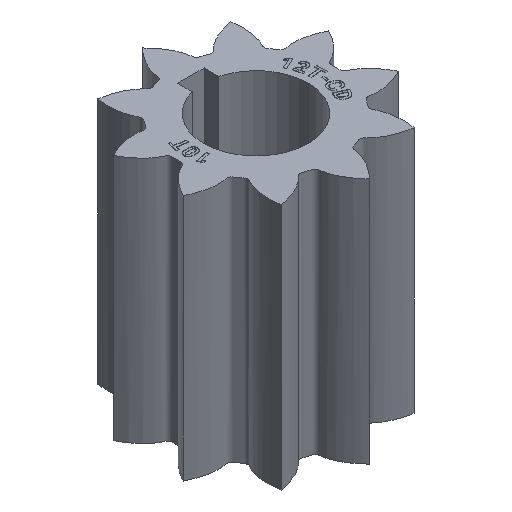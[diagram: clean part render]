
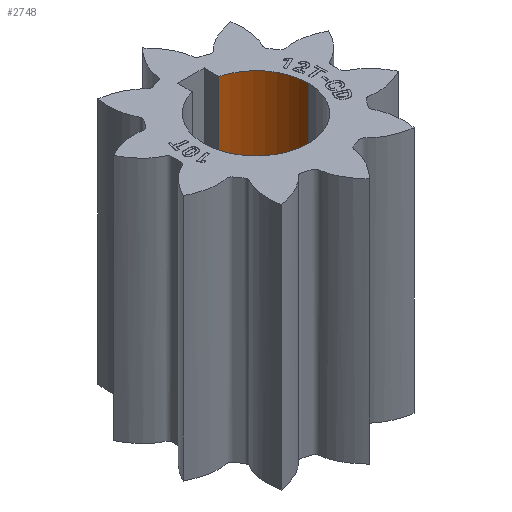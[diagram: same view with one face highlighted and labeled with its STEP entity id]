
A CAD part, isometric view. The second image highlights one B-rep face of the part: STEP entity #2748.
In plain terms, the highlighted cylindrical face has radius 4.025 mm (diameter 8.05 mm), a partial arc.
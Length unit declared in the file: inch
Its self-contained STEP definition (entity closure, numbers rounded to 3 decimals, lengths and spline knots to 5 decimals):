
#298 = VERTEX_POINT ( 'NONE', #10890 ) ;
#333 = CARTESIAN_POINT ( 'NONE',  ( 0.04035, 0.15324, -0.375 ) ) ;
#416 = CARTESIAN_POINT ( 'NONE',  ( 0.15846, 0., 0.375 ) ) ;
#499 = CARTESIAN_POINT ( 'NONE',  ( 0., 0., 0.375 ) ) ;
#590 = AXIS2_PLACEMENT_3D ( 'NONE', #499, #10853, #8919 ) ;
#1042 = EDGE_CURVE ( 'NONE', #5451, #10642, #10246, .T. ) ;
#1166 = VECTOR ( 'NONE', #4231, 39.37008 ) ;
#1379 = CIRCLE ( 'NONE', #8347, 0.15846 ) ;
#1439 = DIRECTION ( 'NONE',  ( 0., 0., 1. ) ) ;
#1489 = CYLINDRICAL_SURFACE ( 'NONE', #2964, 0.15846 ) ;
#2003 = VERTEX_POINT ( 'NONE', #3482 ) ;
#2748 = ADVANCED_FACE ( 'NONE', ( #4118 ), #1489, .F. ) ;
#2964 = AXIS2_PLACEMENT_3D ( 'NONE', #7282, #8973, #4237 ) ;
#3419 = CARTESIAN_POINT ( 'NONE',  ( 0.15846, 0., -0.375 ) ) ;
#3482 = CARTESIAN_POINT ( 'NONE',  ( 0.04035, 0.15324, -0.375 ) ) ;
#3724 = ORIENTED_EDGE ( 'NONE', *, *, #1042, .T. ) ;
#3905 = LINE ( 'NONE', #333, #3965 ) ;
#3965 = VECTOR ( 'NONE', #6010, 39.37008 ) ;
#4118 = FACE_OUTER_BOUND ( 'NONE', #5597, .T. ) ;
#4220 = CARTESIAN_POINT ( 'NONE',  ( 0.15846, 0., -0.375 ) ) ;
#4231 = DIRECTION ( 'NONE',  ( 0., 0., 1. ) ) ;
#4237 = DIRECTION ( 'NONE',  ( 1., 0., 0. ) ) ;
#4432 = EDGE_CURVE ( 'NONE', #298, #10642, #5966, .T. ) ;
#5297 = CARTESIAN_POINT ( 'NONE',  ( 0., 0., -0.375 ) ) ;
#5451 = VERTEX_POINT ( 'NONE', #4220 ) ;
#5489 = DIRECTION ( 'NONE',  ( 1., 0., 0. ) ) ;
#5597 = EDGE_LOOP ( 'NONE', ( #9832, #3724, #10294, #9876 ) ) ;
#5966 = CIRCLE ( 'NONE', #590, 0.15846 ) ;
#6010 = DIRECTION ( 'NONE',  ( 0., 0., 1. ) ) ;
#6747 = EDGE_CURVE ( 'NONE', #2003, #298, #3905, .T. ) ;
#7282 = CARTESIAN_POINT ( 'NONE',  ( 0., 0., -0.375 ) ) ;
#8347 = AXIS2_PLACEMENT_3D ( 'NONE', #5297, #1439, #5489 ) ;
#8919 = DIRECTION ( 'NONE',  ( 1., 0., 0. ) ) ;
#8973 = DIRECTION ( 'NONE',  ( 0., 0., 1. ) ) ;
#9368 = EDGE_CURVE ( 'NONE', #5451, #2003, #1379, .T. ) ;
#9832 = ORIENTED_EDGE ( 'NONE', *, *, #9368, .F. ) ;
#9876 = ORIENTED_EDGE ( 'NONE', *, *, #6747, .F. ) ;
#10246 = LINE ( 'NONE', #3419, #1166 ) ;
#10294 = ORIENTED_EDGE ( 'NONE', *, *, #4432, .F. ) ;
#10642 = VERTEX_POINT ( 'NONE', #416 ) ;
#10853 = DIRECTION ( 'NONE',  ( 0., 0., -1. ) ) ;
#10890 = CARTESIAN_POINT ( 'NONE',  ( 0.04035, 0.15324, 0.375 ) ) ;
